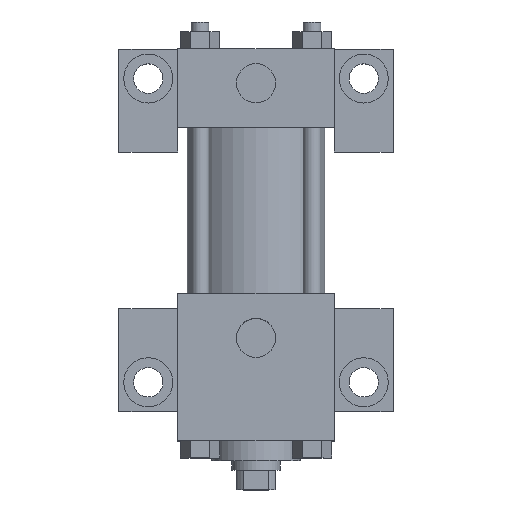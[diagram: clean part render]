
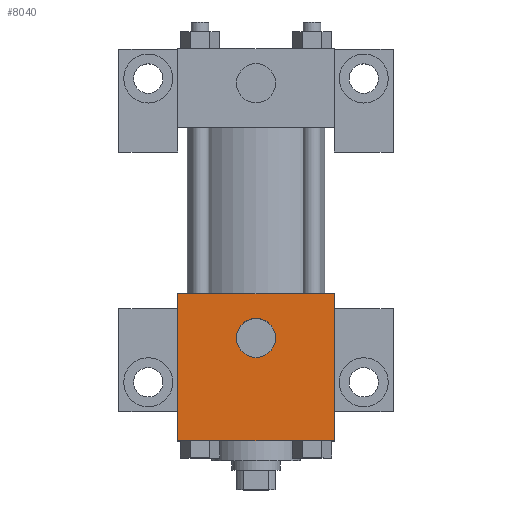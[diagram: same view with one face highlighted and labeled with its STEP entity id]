
A CAD part, top view. The second image highlights one B-rep face of the part: STEP entity #8040.
In plain terms, the highlighted face is planar.
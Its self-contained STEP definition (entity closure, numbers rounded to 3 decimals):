
#2142=EDGE_CURVE('',#2148,#2148,#2143,.T.);
#2143=CIRCLE('',#2144,6.35);
#2144=AXIS2_PLACEMENT_3D('',#2145,#2146,#2147);
#2145=CARTESIAN_POINT('',(0.,49.213,25.4));
#2146=DIRECTION('',(0.,0.,-1.));
#2147=DIRECTION('',(0.,-1.,0.));
#2148=VERTEX_POINT('',#2149);
#2149=CARTESIAN_POINT('',(0.,42.863,25.4));
#2554=VERTEX_POINT('',#2555);
#2555=CARTESIAN_POINT('',(-25.4,15.875,25.4));
#2556=EDGE_CURVE('',#2561,#2554,#2557,.T.);
#2557=LINE('',#2558,#2559);
#2558=CARTESIAN_POINT('',(-25.4,63.5,25.4));
#2559=VECTOR('',#2560,1.);
#2560=DIRECTION('',(0.,-1.,0.));
#2561=VERTEX_POINT('',#2562);
#2562=CARTESIAN_POINT('',(-25.4,63.5,25.4));
#2576=FACE_OUTER_BOUND('',#2578,.T.);
#2577=FACE_BOUND('',#2579,.T.);
#2578=EDGE_LOOP('',(#2580));
#2579=EDGE_LOOP('',(#2581,#2582,#2583,#2584));
#2580=ORIENTED_EDGE('',*,*,#2142,.T.);
#2581=ORIENTED_EDGE('',*,*,#2585,.F.);
#2582=ORIENTED_EDGE('',*,*,#2592,.F.);
#2583=ORIENTED_EDGE('',*,*,#2599,.T.);
#2584=ORIENTED_EDGE('',*,*,#2556,.T.);
#2585=EDGE_CURVE('',#2590,#2554,#2586,.T.);
#2586=LINE('',#2587,#2588);
#2587=CARTESIAN_POINT('',(25.4,15.875,25.4));
#2588=VECTOR('',#2589,1.);
#2589=DIRECTION('',(-1.,0.,0.));
#2590=VERTEX_POINT('',#2591);
#2591=CARTESIAN_POINT('',(25.4,15.875,25.4));
#2592=EDGE_CURVE('',#2597,#2590,#2593,.T.);
#2593=LINE('',#2594,#2595);
#2594=CARTESIAN_POINT('',(25.4,63.5,25.4));
#2595=VECTOR('',#2596,1.);
#2596=DIRECTION('',(0.,-1.,0.));
#2597=VERTEX_POINT('',#2598);
#2598=CARTESIAN_POINT('',(25.4,63.5,25.4));
#2599=EDGE_CURVE('',#2597,#2561,#2600,.T.);
#2600=LINE('',#2601,#2602);
#2601=CARTESIAN_POINT('',(25.4,63.5,25.4));
#2602=VECTOR('',#2603,1.);
#2603=DIRECTION('',(-1.,0.,0.));
#2604=PLANE('',#2605);
#2605=AXIS2_PLACEMENT_3D('',#2606,#2607,#2608);
#2606=CARTESIAN_POINT('',(25.4,63.5,25.4));
#2607=DIRECTION('',(0.,0.,1.));
#2608=DIRECTION('',(1.,0.,0.));
#8040=ADVANCED_FACE('',(#2576,#2577),#2604,.T.);
